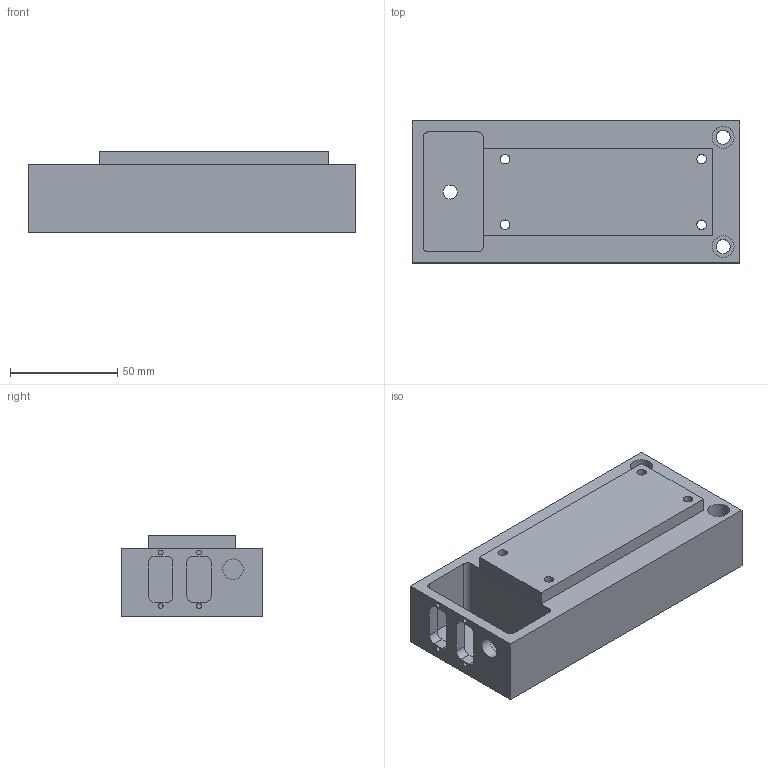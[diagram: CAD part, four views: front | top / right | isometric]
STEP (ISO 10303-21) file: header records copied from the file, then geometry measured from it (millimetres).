
FILE_DESCRIPTION(/* description */ ('STEP AP242','CAx-IF Rec.Pracs.---Representation and Presentation of Product Manufacturing Information (PMI)---4.0---2014-10-13','CAx-IF Rec.Pracs.---3D Tessellated Geometry---0.4---2014-09-14','2;1'),/* implementation_level */ '2;1');
FILE_NAME(/* name */ '67d8995fdc6bad500cb25d38',/* time_stamp */ '2025-03-17T21:51:27Z',/* author */ (''),/* organization */ (''),/* preprocessor_version */ 'ST-DEVELOPER v20',/* originating_system */ 'ONSHAPE BY PTC INC, 1.195',/* authorisation */ ' ');
FILE_SCHEMA (('AP242_MANAGED_MODEL_BASED_3D_ENGINEERING_MIM_LF { 1 0 10303 442 1 1 4 }'));
Length unit declared in the file: metre
Products named in the file (1): Part 1
Bounding box: 152.4 x 66.04 x 38.1 mm (x, y, z)
Volume: 289046 mm3; surface area: 44793.6 mm2
Topology: 1 solids, 1 shells, 60 faces, 157 edges, 107 vertices
Faces by surface type: plane 30, cylinder 30
Full cylindrical faces by diameter (mm): 2.261 x4, 4.394 x4, 6.528 x3, 9.525 x1, 10.16 x2, 12.7 x4
Entity records: 1802 total; most frequent: DIRECTION 314, CARTESIAN_POINT 293, ORIENTED_EDGE 264, EDGE_CURVE 132, AXIS2_PLACEMENT_3D 121, EDGE_LOOP 114, FACE_BOUND 114, VERTEX_POINT 100
